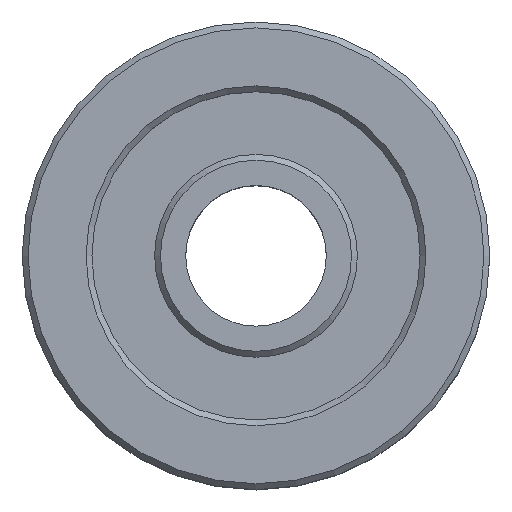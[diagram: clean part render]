
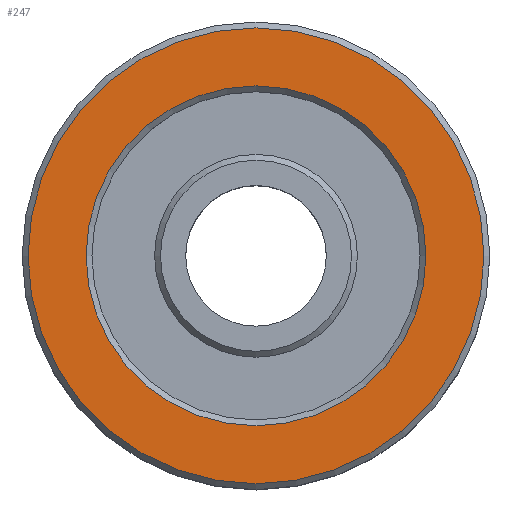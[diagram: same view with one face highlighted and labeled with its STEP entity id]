
A CAD part, top view. The second image highlights one B-rep face of the part: STEP entity #247.
In plain terms, the highlighted planar face has unit normal (0, 0, 1).
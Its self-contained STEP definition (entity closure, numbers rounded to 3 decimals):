
#26=PLANE($,#288);
#44=FACE_BOUND($,#98,.T.);
#65=FACE_OUTER_BOUND($,#97,.T.);
#97=EDGE_LOOP($,(#207));
#98=EDGE_LOOP($,(#208));
#132=CIRCLE($,#287,14.5);
#133=CIRCLE($,#289,19.45);
#154=VERTEX_POINT($,#437);
#155=VERTEX_POINT($,#440);
#176=EDGE_CURVE($,#154,#154,#132,.T.);
#177=EDGE_CURVE($,#155,#155,#133,.T.);
#207=ORIENTED_EDGE($,*,*,#177,.F.);
#208=ORIENTED_EDGE($,*,*,#176,.F.);
#247=ADVANCED_FACE($,(#65,#44),#26,.F.);
#287=AXIS2_PLACEMENT_3D($,#438,#360,#361);
#288=AXIS2_PLACEMENT_3D($,#439,#362,#363);
#289=AXIS2_PLACEMENT_3D($,#441,#364,#365);
#360=DIRECTION('center_axis',(0.,0.,1.));
#361=DIRECTION('ref_axis',(-1.,0.,0.));
#362=DIRECTION('center_axis',(0.,0.,-1.));
#363=DIRECTION('ref_axis',(-1.,0.,0.));
#364=DIRECTION('center_axis',(0.,0.,-1.));
#365=DIRECTION('ref_axis',(-1.,0.,0.));
#437=CARTESIAN_POINT('',(4.142,12.084,18.));
#438=CARTESIAN_POINT('Origin',(-10.358,12.084,18.));
#439=CARTESIAN_POINT('Origin',(-10.358,12.084,18.));
#440=CARTESIAN_POINT('',(9.092,12.084,18.));
#441=CARTESIAN_POINT('Origin',(-10.358,12.084,18.));
